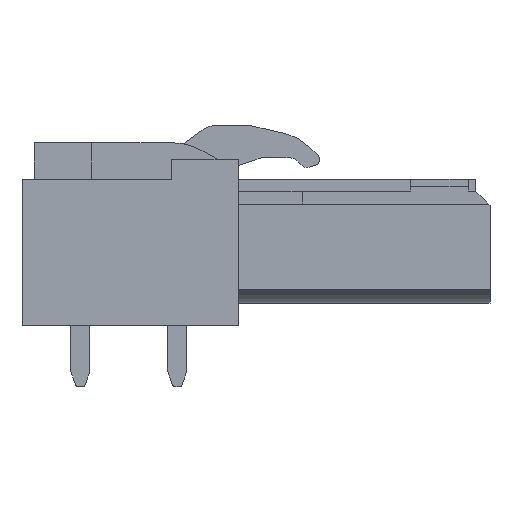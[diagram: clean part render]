
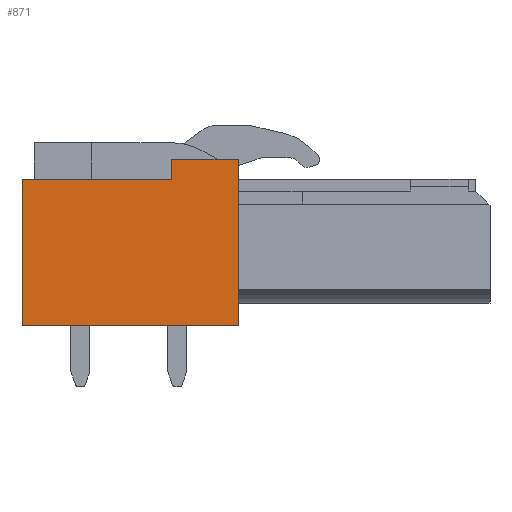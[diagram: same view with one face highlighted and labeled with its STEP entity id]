
A CAD part, left-side view. The second image highlights one B-rep face of the part: STEP entity #871.
In plain terms, the highlighted planar face has unit normal (-1, 0, 0).
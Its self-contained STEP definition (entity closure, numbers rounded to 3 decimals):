
#828=AXIS2_PLACEMENT_3D('Plane Axis2P3D',#825,#826,#827) ;
#803=CARTESIAN_POINT('Vertex',(0.,13.2,3.2)) ;
#806=CARTESIAN_POINT('Line Origine',(0.,18.87,3.2)) ;
#810=CARTESIAN_POINT('Vertex',(0.,24.54,3.2)) ;
#825=CARTESIAN_POINT('Axis2P3D Location',(0.,24.54,12.8)) ;
#830=CARTESIAN_POINT('Line Origine',(0.,16.7,11.42)) ;
#834=CARTESIAN_POINT('Vertex',(0.,16.7,10.9)) ;
#836=CARTESIAN_POINT('Vertex',(0.,16.7,11.94)) ;
#839=CARTESIAN_POINT('Line Origine',(0.,20.62,10.9)) ;
#843=CARTESIAN_POINT('Vertex',(0.,24.54,10.9)) ;
#846=CARTESIAN_POINT('Line Origine',(0.,24.54,7.05)) ;
#851=CARTESIAN_POINT('Line Origine',(0.,13.2,7.57)) ;
#855=CARTESIAN_POINT('Vertex',(0.,13.2,11.94)) ;
#858=CARTESIAN_POINT('Line Origine',(0.,14.95,11.94)) ;
#807=DIRECTION('Vector Direction',(0.,-1.,0.)) ;
#826=DIRECTION('Axis2P3D Direction',(1.,0.,0.)) ;
#827=DIRECTION('Axis2P3D XDirection',(0.,-1.,0.)) ;
#831=DIRECTION('Vector Direction',(0.,0.,1.)) ;
#840=DIRECTION('Vector Direction',(0.,-1.,0.)) ;
#847=DIRECTION('Vector Direction',(0.,0.,-1.)) ;
#852=DIRECTION('Vector Direction',(0.,0.,-1.)) ;
#859=DIRECTION('Vector Direction',(0.,-1.,0.)) ;
#808=VECTOR('Line Direction',#807,1.) ;
#832=VECTOR('Line Direction',#831,1.) ;
#841=VECTOR('Line Direction',#840,1.) ;
#848=VECTOR('Line Direction',#847,1.) ;
#853=VECTOR('Line Direction',#852,1.) ;
#860=VECTOR('Line Direction',#859,1.) ;
#864=ORIENTED_EDGE('',*,*,#838,.F.) ;
#865=ORIENTED_EDGE('',*,*,#845,.F.) ;
#866=ORIENTED_EDGE('',*,*,#850,.T.) ;
#867=ORIENTED_EDGE('',*,*,#812,.T.) ;
#868=ORIENTED_EDGE('',*,*,#857,.F.) ;
#869=ORIENTED_EDGE('',*,*,#862,.F.) ;
#871=ADVANCED_FACE('HOUSING',(#870),#829,.F.) ;
#812=EDGE_CURVE('',#811,#804,#809,.T.) ;
#838=EDGE_CURVE('',#835,#837,#833,.T.) ;
#845=EDGE_CURVE('',#844,#835,#842,.T.) ;
#850=EDGE_CURVE('',#844,#811,#849,.T.) ;
#857=EDGE_CURVE('',#856,#804,#854,.T.) ;
#862=EDGE_CURVE('',#837,#856,#861,.T.) ;
#863=EDGE_LOOP('',(#864,#865,#866,#867,#868,#869)) ;
#870=FACE_OUTER_BOUND('',#863,.T.) ;
#809=LINE('Line',#806,#808) ;
#833=LINE('Line',#830,#832) ;
#842=LINE('Line',#839,#841) ;
#849=LINE('Line',#846,#848) ;
#854=LINE('Line',#851,#853) ;
#861=LINE('Line',#858,#860) ;
#829=PLANE('',#828) ;
#804=VERTEX_POINT('',#803) ;
#811=VERTEX_POINT('',#810) ;
#835=VERTEX_POINT('',#834) ;
#837=VERTEX_POINT('',#836) ;
#844=VERTEX_POINT('',#843) ;
#856=VERTEX_POINT('',#855) ;
